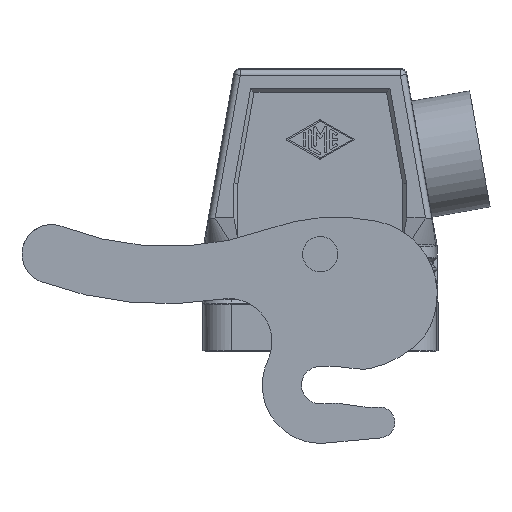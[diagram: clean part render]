
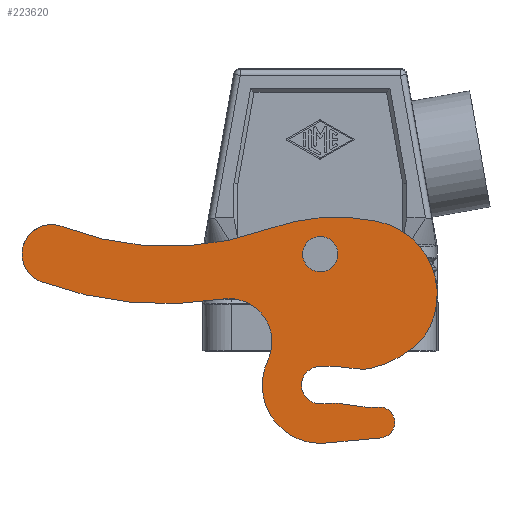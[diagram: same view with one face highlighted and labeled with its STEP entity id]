
A CAD part, front view. The second image highlights one B-rep face of the part: STEP entity #223620.
In plain terms, the highlighted face is planar.
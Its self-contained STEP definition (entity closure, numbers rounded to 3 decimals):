
#221550=CARTESIAN_POINT('',(23.624,118.81,24.8));
#221560=DIRECTION('',(-1.,0.,0.));
#221570=DIRECTION('',(0.,-1.,0.));
#221580=AXIS2_PLACEMENT_3D('',#221550,#221560,#221570);
#221590=CIRCLE('',#221580,7.5);
#221600=CARTESIAN_POINT('',(23.624,116.101,
31.794));
#221610=VERTEX_POINT('',#221600);
#221620=CARTESIAN_POINT('',(23.624,121.423,
17.77));
#221630=VERTEX_POINT('',#221620);
#221640=EDGE_CURVE('',#221610,#221630,#221590,.T.);
#221880=CARTESIAN_POINT('',(23.624,90.062,
102.129));
#221890=DIRECTION('',(-1.,0.,0.));
#221900=DIRECTION('',(0.,-1.,0.));
#221910=AXIS2_PLACEMENT_3D('',#221880,#221890,#221900);
#221920=CIRCLE('',#221910,90.);
#221930=CARTESIAN_POINT('',(23.624,75.402,
13.331));
#221940=VERTEX_POINT('',#221930);
#221950=EDGE_CURVE('',#221630,#221940,#221920,.T.);
#222080=CARTESIAN_POINT('',(23.624,-46.674,
-58.637));
#222090=DIRECTION('',(-1.,0.,0.));
#222100=DIRECTION('',(0.,-1.,0.));
#222110=AXIS2_PLACEMENT_3D('',#222080,#222090,#222100);
#222120=PLANE('',#222110);
#222130=CARTESIAN_POINT('',(23.624,50.31,24.8));
#222140=DIRECTION('',(-1.,0.,0.));
#222150=DIRECTION('',(0.,-1.,0.));
#222160=AXIS2_PLACEMENT_3D('',#222130,#222140,#222150);
#222170=CIRCLE('',#222160,4.5);
#222180=CARTESIAN_POINT('',(23.624,45.81,24.8));
#222190=VERTEX_POINT('',#222180);
#222200=CARTESIAN_POINT('',(23.624,54.81,24.8));
#222210=VERTEX_POINT('',#222200);
#222220=EDGE_CURVE('',#222190,#222210,#222170,.T.);
#222230=ORIENTED_EDGE('',*,*,#222220,.F.);
#222240=EDGE_CURVE('',#222210,#222190,#222170,.T.);
#222250=ORIENTED_EDGE('',*,*,#222240,.F.);
#222260=EDGE_LOOP('',(#222250,#222230));
#222270=FACE_BOUND('',#222260,.T.);
#222280=CARTESIAN_POINT('',(23.624,89.01,
101.73));
#222290=DIRECTION('',(-1.,0.,0.));
#222300=DIRECTION('',(0.,-1.,0.));
#222310=AXIS2_PLACEMENT_3D('',#222280,#222290,#222300);
#222320=CIRCLE('',#222310,75.);
#222330=CARTESIAN_POINT('',(23.624,63.399,
31.238));
#222340=VERTEX_POINT('',#222330);
#222350=EDGE_CURVE('',#221610,#222340,#222320,.T.);
#222360=ORIENTED_EDGE('',*,*,#222350,.F.);
#222370=CARTESIAN_POINT('',(23.624,46.31,
-15.8));
#222380=DIRECTION('',(-1.,0.,0.));
#222390=DIRECTION('',(0.,-1.,0.));
#222400=AXIS2_PLACEMENT_3D('',#222370,#222380,#222390);
#222410=CIRCLE('',#222400,50.046);
#222420=CARTESIAN_POINT('',(23.624,36.021,
33.177));
#222430=VERTEX_POINT('',#222420);
#222440=EDGE_CURVE('',#222430,#222340,#222410,.T.);
#222450=ORIENTED_EDGE('',*,*,#222440,.T.);
#222460=CARTESIAN_POINT('',(23.624,39.51,14.5));
#222470=DIRECTION('',(-1.,0.,0.));
#222480=DIRECTION('',(0.,-1.,0.));
#222490=AXIS2_PLACEMENT_3D('',#222460,#222470,#222480);
#222500=CIRCLE('',#222490,19.);
#222510=CARTESIAN_POINT('',(23.624,23.915,
3.646));
#222520=VERTEX_POINT('',#222510);
#222530=EDGE_CURVE('',#222520,#222430,#222500,.T.);
#222540=ORIENTED_EDGE('',*,*,#222530,.T.);
#222550=CARTESIAN_POINT('',(23.624,43.81,
21.9));
#222560=DIRECTION('',(-1.,0.,0.));
#222570=DIRECTION('',(0.,-1.,0.));
#222580=AXIS2_PLACEMENT_3D('',#222550,#222560,#222570);
#222590=CIRCLE('',#222580,27.);
#222600=CARTESIAN_POINT('',(23.624,37.802,
-4.423));
#222610=VERTEX_POINT('',#222600);
#222620=EDGE_CURVE('',#222610,#222520,#222590,.T.);
#222630=ORIENTED_EDGE('',*,*,#222620,.T.);
#222640=CARTESIAN_POINT('',(23.624,39.51,14.5));
#222650=DIRECTION('',(-1.,0.,0.));
#222660=DIRECTION('',(0.,-1.,0.));
#222670=AXIS2_PLACEMENT_3D('',#222640,#222650,#222660);
#222680=CIRCLE('',#222670,19.);
#222690=CARTESIAN_POINT('',(23.624,42.496,
-4.264));
#222700=VERTEX_POINT('',#222690);
#222710=EDGE_CURVE('',#222700,#222610,#222680,.T.);
#222720=ORIENTED_EDGE('',*,*,#222710,.T.);
#222730=CARTESIAN_POINT('',(23.624,48.782,
-43.767));
#222740=DIRECTION('',(-1.,0.,0.));
#222750=DIRECTION('',(0.,-1.,0.));
#222760=AXIS2_PLACEMENT_3D('',#222730,#222740,#222750);
#222770=CIRCLE('',#222760,40.);
#222780=CARTESIAN_POINT('',(23.624,50.518,
-3.805));
#222790=VERTEX_POINT('',#222780);
#222800=EDGE_CURVE('',#222700,#222790,#222770,.T.);
#222810=ORIENTED_EDGE('',*,*,#222800,.F.);
#222820=CARTESIAN_POINT('',(23.624,50.31,
-8.6));
#222830=DIRECTION('',(-1.,0.,0.));
#222840=DIRECTION('',(0.,-1.,0.));
#222850=AXIS2_PLACEMENT_3D('',#222820,#222830,#222840);
#222860=CIRCLE('',#222850,4.8);
#222870=CARTESIAN_POINT('',(23.624,49.892,
-13.382));
#222880=VERTEX_POINT('',#222870);
#222890=EDGE_CURVE('',#222790,#222880,#222860,.T.);
#222900=ORIENTED_EDGE('',*,*,#222890,.F.);
#222910=CARTESIAN_POINT('',(23.624,49.892,
-13.382));
#222920=DIRECTION('',(0.,-0.996,0.087));
#222930=VECTOR('',#222920,1.);
#222940=LINE('',#222910,#222930);
#222950=CARTESIAN_POINT('',(23.624,47.806,
-13.199));
#222960=VERTEX_POINT('',#222950);
#222970=EDGE_CURVE('',#222880,#222960,#222940,.T.);
#222980=ORIENTED_EDGE('',*,*,#222970,.F.);
#222990=CARTESIAN_POINT('',(23.624,46.935,
-23.161));
#223000=DIRECTION('',(-1.,0.,0.));
#223010=DIRECTION('',(0.,-1.,0.));
#223020=AXIS2_PLACEMENT_3D('',#222990,#223000,#223010);
#223030=CIRCLE('',#223020,10.);
#223040=CARTESIAN_POINT('',(23.624,45.543,
-13.259));
#223050=VERTEX_POINT('',#223040);
#223060=EDGE_CURVE('',#223050,#222960,#223030,.T.);
#223070=ORIENTED_EDGE('',*,*,#223060,.T.);
#223080=CARTESIAN_POINT('',(23.624,45.543,
-13.259));
#223090=DIRECTION('',(0.,-0.99,-0.139));
#223100=VECTOR('',#223090,1.);
#223110=LINE('',#223080,#223100);
#223120=CARTESIAN_POINT('',(23.624,40.033,
-14.033));
#223130=VERTEX_POINT('',#223120);
#223140=EDGE_CURVE('',#223050,#223130,#223110,.T.);
#223150=ORIENTED_EDGE('',*,*,#223140,.F.);
#223160=CARTESIAN_POINT('',(23.624,37.249,
5.772));
#223170=DIRECTION('',(-1.,0.,0.));
#223180=DIRECTION('',(0.,-1.,0.));
#223190=AXIS2_PLACEMENT_3D('',#223160,#223170,#223180);
#223200=CIRCLE('',#223190,20.);
#223210=CARTESIAN_POINT('',(23.624,35.63,
-14.162));
#223220=VERTEX_POINT('',#223210);
#223230=EDGE_CURVE('',#223130,#223220,#223200,.T.);
#223240=ORIENTED_EDGE('',*,*,#223230,.F.);
#223250=CARTESIAN_POINT('',(23.624,35.31,
-18.1));
#223260=DIRECTION('',(-1.,0.,0.));
#223270=DIRECTION('',(0.,-1.,0.));
#223280=AXIS2_PLACEMENT_3D('',#223250,#223260,#223270);
#223290=CIRCLE('',#223280,3.951);
#223300=CARTESIAN_POINT('',(23.624,34.944,
-22.034));
#223310=VERTEX_POINT('',#223300);
#223320=EDGE_CURVE('',#223310,#223220,#223290,.T.);
#223330=ORIENTED_EDGE('',*,*,#223320,.T.);
#223340=CARTESIAN_POINT('',(23.624,48.939,
-23.336));
#223350=DIRECTION('',(0.,-0.996,0.093));
#223360=VECTOR('',#223350,1.);
#223370=LINE('',#223340,#223360);
#223380=CARTESIAN_POINT('',(23.624,48.939,
-23.336));
#223390=VERTEX_POINT('',#223380);
#223400=EDGE_CURVE('',#223390,#223310,#223370,.T.);
#223410=ORIENTED_EDGE('',*,*,#223400,.T.);
#223420=CARTESIAN_POINT('',(23.624,50.31,
-8.6));
#223430=DIRECTION('',(-1.,0.,0.));
#223440=DIRECTION('',(0.,-1.,0.));
#223450=AXIS2_PLACEMENT_3D('',#223420,#223430,#223440);
#223460=CIRCLE('',#223450,14.8);
#223470=CARTESIAN_POINT('',(23.624,63.676,
-2.245));
#223480=VERTEX_POINT('',#223470);
#223490=EDGE_CURVE('',#223480,#223390,#223460,.T.);
#223500=ORIENTED_EDGE('',*,*,#223490,.T.);
#223510=CARTESIAN_POINT('',(23.624,73.611,
2.478));
#223520=DIRECTION('',(-1.,0.,0.));
#223530=DIRECTION('',(0.,-1.,0.));
#223540=AXIS2_PLACEMENT_3D('',#223510,#223520,#223530);
#223550=CIRCLE('',#223540,11.);
#223560=EDGE_CURVE('',#223480,#221940,#223550,.T.);
#223570=ORIENTED_EDGE('',*,*,#223560,.F.);
#223580=ORIENTED_EDGE('',*,*,#221950,.T.);
#223590=ORIENTED_EDGE('',*,*,#221640,.T.);
#223600=EDGE_LOOP('',(#223590,#223580,#223570,#223500,#223410,#223330,
#223240,#223150,#223070,#222980,#222900,#222810,#222720,#222630,#222540,
#222450,#222360));
#223610=FACE_OUTER_BOUND('',#223600,.T.);
#223620=ADVANCED_FACE('',(#222270,#223610),#222120,.T.);
